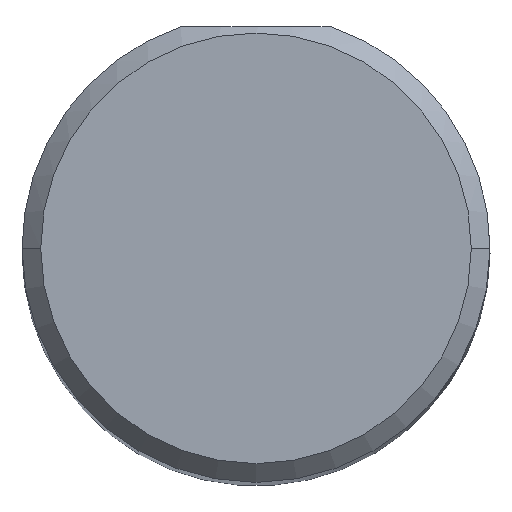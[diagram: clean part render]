
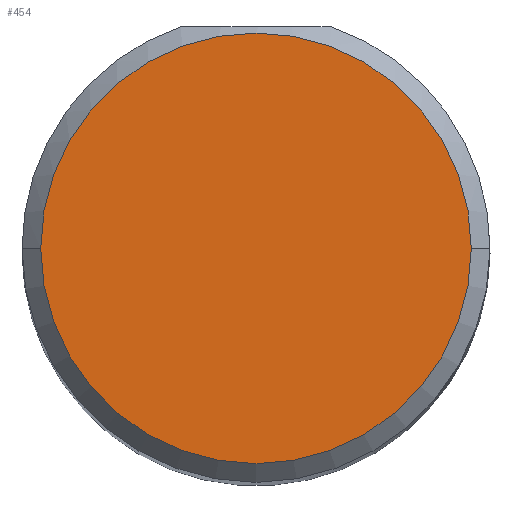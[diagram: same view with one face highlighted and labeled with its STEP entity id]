
A CAD part, top view. The second image highlights one B-rep face of the part: STEP entity #454.
In plain terms, the highlighted planar face has unit normal (0, 0, 1).
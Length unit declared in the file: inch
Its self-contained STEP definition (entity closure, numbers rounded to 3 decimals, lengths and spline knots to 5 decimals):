
#23 = CIRCLE ( 'NONE', #394, 0.1725 ) ;
#27 = EDGE_LOOP ( 'NONE', ( #397, #145 ) ) ;
#35 = FACE_OUTER_BOUND ( 'NONE', #27, .T. ) ;
#49 = EDGE_CURVE ( 'NONE', #496, #274, #23, .T. ) ;
#96 = DIRECTION ( 'NONE',  ( 0., 0., 1. ) ) ;
#123 = CIRCLE ( 'NONE', #149, 0.1725 ) ;
#145 = ORIENTED_EDGE ( 'NONE', *, *, #49, .T. ) ;
#149 = AXIS2_PLACEMENT_3D ( 'NONE', #414, #335, #328 ) ;
#150 = DIRECTION ( 'NONE',  ( 1., 0., 0. ) ) ;
#160 = EDGE_CURVE ( 'NONE', #274, #496, #123, .T. ) ;
#205 = PLANE ( 'NONE',  #370 ) ;
#249 = DIRECTION ( 'NONE',  ( 1., 0., 0. ) ) ;
#274 = VERTEX_POINT ( 'NONE', #358 ) ;
#323 = DIRECTION ( 'NONE',  ( 0., 0., 1. ) ) ;
#328 = DIRECTION ( 'NONE',  ( 1., 0., 0. ) ) ;
#331 = CARTESIAN_POINT ( 'NONE',  ( 0., 0., 2.5 ) ) ;
#335 = DIRECTION ( 'NONE',  ( 0., 0., 1. ) ) ;
#358 = CARTESIAN_POINT ( 'NONE',  ( -0.1725, 0., 2.5 ) ) ;
#370 = AXIS2_PLACEMENT_3D ( 'NONE', #331, #323, #249 ) ;
#394 = AXIS2_PLACEMENT_3D ( 'NONE', #419, #96, #150 ) ;
#397 = ORIENTED_EDGE ( 'NONE', *, *, #160, .T. ) ;
#414 = CARTESIAN_POINT ( 'NONE',  ( 0., 0., 2.5 ) ) ;
#419 = CARTESIAN_POINT ( 'NONE',  ( 0., 0., 2.5 ) ) ;
#454 = ADVANCED_FACE ( 'NONE', ( #35 ), #205, .T. ) ;
#496 = VERTEX_POINT ( 'NONE', #524 ) ;
#524 = CARTESIAN_POINT ( 'NONE',  ( 0.1725, 0., 2.5 ) ) ;
